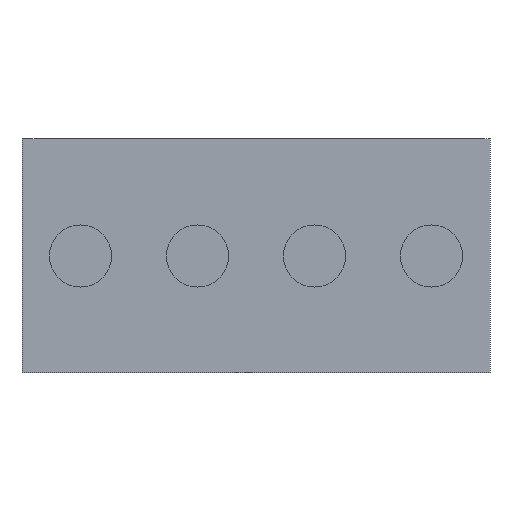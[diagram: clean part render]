
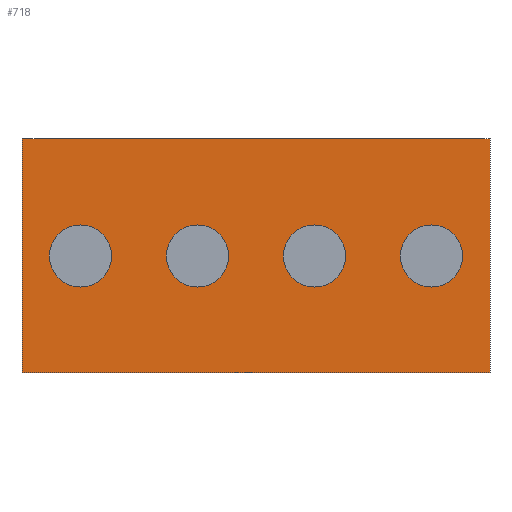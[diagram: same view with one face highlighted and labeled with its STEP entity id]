
A CAD part, front view. The second image highlights one B-rep face of the part: STEP entity #718.
In plain terms, the highlighted planar face has unit normal (0, -1, 0).
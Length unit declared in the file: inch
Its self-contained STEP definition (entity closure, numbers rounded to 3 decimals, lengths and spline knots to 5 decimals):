
#19=FACE_BOUND('',#128,.T.);
#20=FACE_BOUND('',#129,.T.);
#21=FACE_BOUND('',#130,.T.);
#22=FACE_BOUND('',#131,.T.);
#45=PLANE('',#813);
#84=FACE_OUTER_BOUND('',#127,.T.);
#127=EDGE_LOOP('',(#621,#622,#623,#624));
#128=EDGE_LOOP('',(#625));
#129=EDGE_LOOP('',(#626));
#130=EDGE_LOOP('',(#627));
#131=EDGE_LOOP('',(#628));
#143=LINE('',#1048,#208);
#199=LINE('',#1226,#264);
#200=LINE('',#1228,#265);
#201=LINE('',#1229,#266);
#208=VECTOR('',#833,0.3937);
#264=VECTOR('',#1019,0.3937);
#265=VECTOR('',#1020,0.3937);
#266=VECTOR('',#1021,0.3937);
#295=CIRCLE('',#797,0.13287);
#297=CIRCLE('',#801,0.13287);
#299=CIRCLE('',#805,0.13287);
#301=CIRCLE('',#809,0.13287);
#309=VERTEX_POINT('',#1045);
#310=VERTEX_POINT('',#1047);
#359=VERTEX_POINT('',#1195);
#361=VERTEX_POINT('',#1202);
#363=VERTEX_POINT('',#1209);
#365=VERTEX_POINT('',#1216);
#367=VERTEX_POINT('',#1225);
#368=VERTEX_POINT('',#1227);
#376=EDGE_CURVE('',#310,#309,#143,.T.);
#450=EDGE_CURVE('',#359,#359,#295,.T.);
#453=EDGE_CURVE('',#361,#361,#297,.T.);
#456=EDGE_CURVE('',#363,#363,#299,.T.);
#459=EDGE_CURVE('',#365,#365,#301,.T.);
#463=EDGE_CURVE('',#309,#367,#199,.T.);
#464=EDGE_CURVE('',#367,#368,#200,.T.);
#465=EDGE_CURVE('',#368,#310,#201,.T.);
#621=ORIENTED_EDGE('',*,*,#463,.T.);
#622=ORIENTED_EDGE('',*,*,#464,.T.);
#623=ORIENTED_EDGE('',*,*,#465,.T.);
#624=ORIENTED_EDGE('',*,*,#376,.T.);
#625=ORIENTED_EDGE('',*,*,#450,.T.);
#626=ORIENTED_EDGE('',*,*,#453,.T.);
#627=ORIENTED_EDGE('',*,*,#456,.T.);
#628=ORIENTED_EDGE('',*,*,#459,.T.);
#718=ADVANCED_FACE('',(#84,#19,#20,#21,#22),#45,.T.);
#797=AXIS2_PLACEMENT_3D('',#1196,#980,#981);
#801=AXIS2_PLACEMENT_3D('',#1203,#989,#990);
#805=AXIS2_PLACEMENT_3D('',#1210,#998,#999);
#809=AXIS2_PLACEMENT_3D('',#1217,#1007,#1008);
#813=AXIS2_PLACEMENT_3D('',#1224,#1017,#1018);
#833=DIRECTION('',(1.,0.,0.));
#980=DIRECTION('center_axis',(0.,1.,0.));
#981=DIRECTION('ref_axis',(1.,0.,0.));
#989=DIRECTION('center_axis',(0.,1.,0.));
#990=DIRECTION('ref_axis',(1.,0.,0.));
#998=DIRECTION('center_axis',(0.,1.,0.));
#999=DIRECTION('ref_axis',(1.,0.,0.));
#1007=DIRECTION('center_axis',(0.,1.,0.));
#1008=DIRECTION('ref_axis',(1.,0.,0.));
#1017=DIRECTION('center_axis',(0.,-1.,0.));
#1018=DIRECTION('ref_axis',(0.,0.,-1.));
#1019=DIRECTION('',(0.,0.,1.));
#1020=DIRECTION('',(-1.,0.,0.));
#1021=DIRECTION('',(0.,0.,-1.));
#1045=CARTESIAN_POINT('',(1.,-1.95,-0.5));
#1047=CARTESIAN_POINT('',(-1.,-1.95,-0.5));
#1048=CARTESIAN_POINT('',(1.,-1.95,-0.5));
#1195=CARTESIAN_POINT('',(-0.88287,-1.95,0.));
#1196=CARTESIAN_POINT('Origin',(-0.75,-1.95,0.));
#1202=CARTESIAN_POINT('',(-0.38287,-1.95,0.));
#1203=CARTESIAN_POINT('Origin',(-0.25,-1.95,0.));
#1209=CARTESIAN_POINT('',(0.11713,-1.95,0.));
#1210=CARTESIAN_POINT('Origin',(0.25,-1.95,0.));
#1216=CARTESIAN_POINT('',(0.61713,-1.95,0.));
#1217=CARTESIAN_POINT('Origin',(0.75,-1.95,0.));
#1224=CARTESIAN_POINT('Origin',(0.,-1.95,0.));
#1225=CARTESIAN_POINT('',(1.,-1.95,0.5));
#1226=CARTESIAN_POINT('',(1.,-1.95,0.5));
#1227=CARTESIAN_POINT('',(-1.,-1.95,0.5));
#1228=CARTESIAN_POINT('',(-1.,-1.95,0.5));
#1229=CARTESIAN_POINT('',(-1.,-1.95,-0.5));
